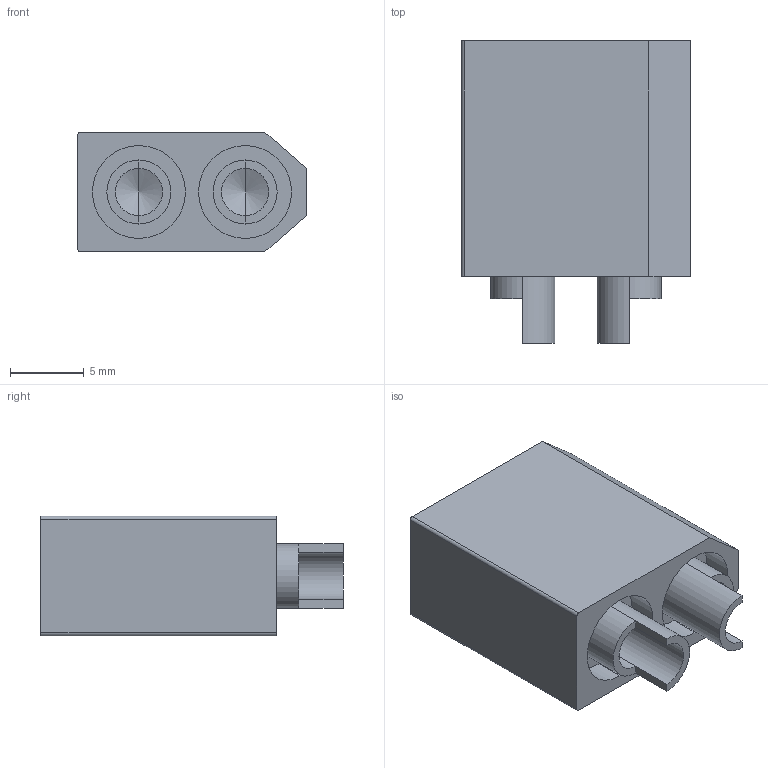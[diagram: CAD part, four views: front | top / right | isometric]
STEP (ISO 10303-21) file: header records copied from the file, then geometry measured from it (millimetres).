
FILE_DESCRIPTION (( 'STEP AP214' ), '1' );
FILE_NAME ('XT60-M.STEP', '2024-09-16T06:13:53', ( 'LENOVO' ), ( '' ), 'SwSTEP 2.0', 'SolidWorks 2021', '' );
FILE_SCHEMA (( 'AUTOMOTIVE_DESIGN' ));
Length unit declared in the file: millimetre
Products named in the file (2): XT60-M
Assembly tree (1 placements, depth 2):
  XT60-M
    XT60-M
Bounding box: 15.5 x 20.5 x 8.1 mm (x, y, z)
Volume: 1089.9 mm3; surface area: 2301.7 mm2
Topology: 3 solids, 3 shells, 134 faces, 326 edges, 204 vertices
Faces by surface type: plane 68, cylinder 42, cone 16, bspline 8
Entity records: 4218 total; most frequent: CARTESIAN_POINT 1044, DIRECTION 650, ORIENTED_EDGE 636, EDGE_CURVE 318, AXIS2_PLACEMENT_3D 242, VERTEX_POINT 204, LINE 166, VECTOR 166
